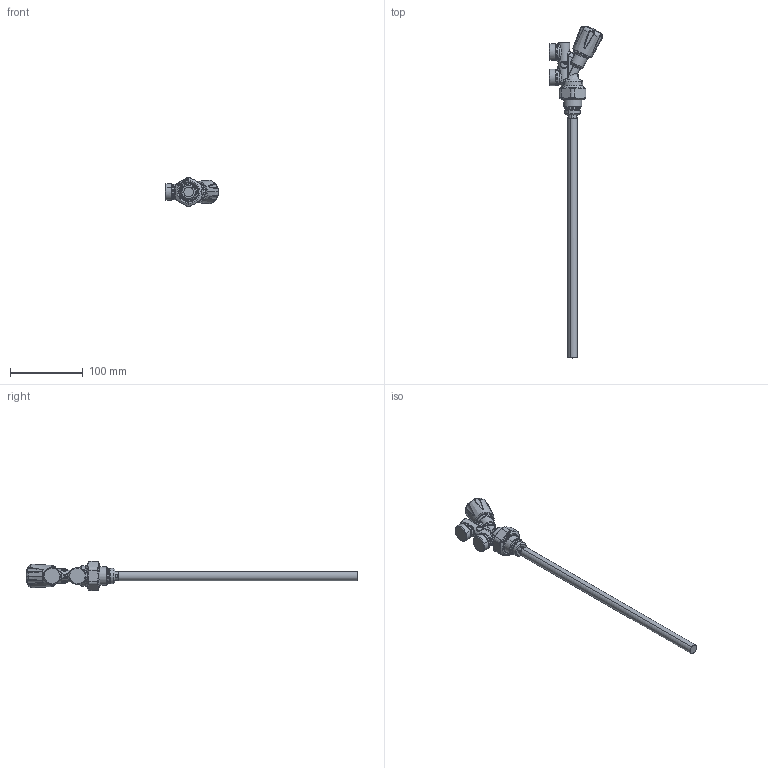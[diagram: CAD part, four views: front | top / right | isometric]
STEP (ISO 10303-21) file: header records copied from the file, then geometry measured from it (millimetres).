
FILE_DESCRIPTION(('CATIA V5 STEP Exchange'),'2;1');
FILE_NAME('STEP_456400_-_TST.stp','2018-09-18T13:03:00+00:00',('none'),('none'),'CATIA Version 5-6 Release 2016 SP4','CATIA V5 STEP AP203','none');
FILE_SCHEMA(('CONFIG_CONTROL_DESIGN'));
Length unit declared in the file: millimetre
Products named in the file (1): _4564000001_sw0001
Bounding box: 73.43 x 457.22 x 40.67 mm (x, y, z)
Surface area: 35801.9 mm2 (no closed solid volume)
Topology: 0 solids, 33 shells, 437 faces, 1827 edges, 1384 vertices
Faces by surface type: bspline 190, cylinder 91, cone 64, plane 45, torus 39, sphere 8
Entity records: 29044 total; most frequent: CARTESIAN_POINT 17862, ORIENTED_EDGE 2600, EDGE_CURVE 1817, VERTEX_POINT 1384, DIRECTION 1289, AXIS2_PLACEMENT_3D 733, B_SPLINE_CURVE_WITH_KNOTS 636, CIRCLE 484
